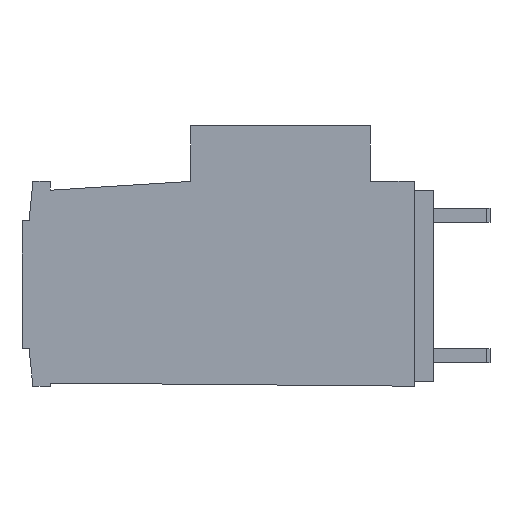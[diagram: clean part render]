
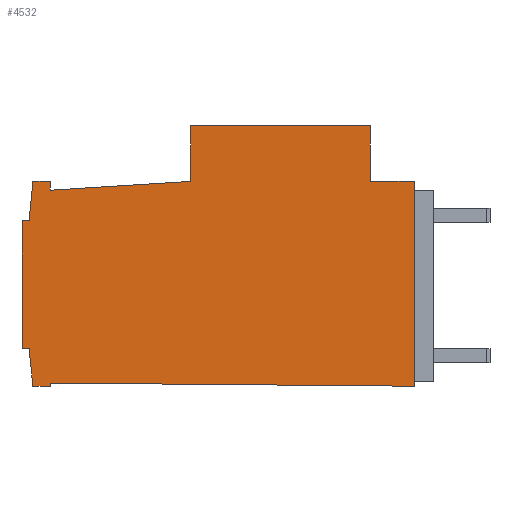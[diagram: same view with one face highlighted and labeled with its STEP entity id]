
A CAD part, left-side view. The second image highlights one B-rep face of the part: STEP entity #4532.
In plain terms, the highlighted planar face has unit normal (-1, 0, 0).
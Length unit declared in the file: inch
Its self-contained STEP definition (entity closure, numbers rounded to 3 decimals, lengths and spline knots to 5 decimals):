
#1=DIRECTION('',(0.,0.,-1.));
#2=VECTOR('',#1,0.582);
#3=CARTESIAN_POINT('',(-1.23,0.055,0.2935));
#4=LINE('',#3,#2);
#5=DIRECTION('',(0.,1.,0.009));
#6=VECTOR('',#5,1.03504);
#7=CARTESIAN_POINT('',(-1.23,0.055,-0.2885));
#8=LINE('',#7,#6);
#9=DIRECTION('',(0.,0.,-1.));
#10=VECTOR('',#9,0.009);
#11=CARTESIAN_POINT('',(-1.23,1.09,-0.2795));
#12=LINE('',#11,#10);
#13=DIRECTION('',(0.,1.,0.));
#14=VECTOR('',#13,0.049);
#15=CARTESIAN_POINT('',(-1.23,1.09,-0.2885));
#16=LINE('',#15,#14);
#17=DIRECTION('',(0.,0.102,0.995));
#18=VECTOR('',#17,0.10756);
#19=CARTESIAN_POINT('',(-1.23,1.139,-0.2885));
#20=LINE('',#19,#18);
#21=DIRECTION('',(0.,1.,0.));
#22=VECTOR('',#21,0.02);
#23=CARTESIAN_POINT('',(-1.23,1.15,-0.1815));
#24=LINE('',#23,#22);
#25=DIRECTION('',(0.,0.,1.));
#26=VECTOR('',#25,0.363);
#27=CARTESIAN_POINT('',(-1.23,1.17,-0.1815));
#28=LINE('',#27,#26);
#29=DIRECTION('',(0.,-1.,0.));
#30=VECTOR('',#29,0.02);
#31=CARTESIAN_POINT('',(-1.23,1.17,0.1815));
#32=LINE('',#31,#30);
#33=DIRECTION('',(0.,-0.098,0.995));
#34=VECTOR('',#33,0.11254);
#35=CARTESIAN_POINT('',(-1.23,1.15,0.1815));
#36=LINE('',#35,#34);
#37=DIRECTION('',(0.,-1.,0.));
#38=VECTOR('',#37,0.049);
#39=CARTESIAN_POINT('',(-1.23,1.139,0.2935));
#40=LINE('',#39,#38);
#41=DIRECTION('',(0.,0.,-1.));
#42=VECTOR('',#41,0.025);
#43=CARTESIAN_POINT('',(-1.23,1.09,0.2935));
#44=LINE('',#43,#42);
#45=DIRECTION('',(0.,-0.998,0.063));
#46=VECTOR('',#45,0.39978);
#47=CARTESIAN_POINT('',(-1.23,1.09,0.2685));
#48=LINE('',#47,#46);
#49=DIRECTION('',(0.,0.,1.));
#50=VECTOR('',#49,0.158);
#51=CARTESIAN_POINT('',(-1.23,0.691,0.2935));
#52=LINE('',#51,#50);
#53=DIRECTION('',(0.,-1.,0.));
#54=VECTOR('',#53,0.511);
#55=CARTESIAN_POINT('',(-1.23,0.691,0.4515));
#56=LINE('',#55,#54);
#57=DIRECTION('',(0.,0.,-1.));
#58=VECTOR('',#57,0.158);
#59=CARTESIAN_POINT('',(-1.23,0.18,0.4515));
#60=LINE('',#59,#58);
#61=DIRECTION('',(0.,-1.,0.));
#62=VECTOR('',#61,0.125);
#63=CARTESIAN_POINT('',(-1.23,0.18,0.2935));
#64=LINE('',#63,#62);
#3421=CARTESIAN_POINT('',(-1.23,0.055,0.2935));
#3422=CARTESIAN_POINT('',(-1.23,0.055,-0.2885));
#3423=VERTEX_POINT('',#3421);
#3424=VERTEX_POINT('',#3422);
#3425=CARTESIAN_POINT('',(-1.23,1.09,-0.2795));
#3426=VERTEX_POINT('',#3425);
#3427=CARTESIAN_POINT('',(-1.23,1.09,-0.2885));
#3428=VERTEX_POINT('',#3427);
#3429=CARTESIAN_POINT('',(-1.23,1.139,-0.2885));
#3430=VERTEX_POINT('',#3429);
#3431=CARTESIAN_POINT('',(-1.23,1.15,-0.1815));
#3432=VERTEX_POINT('',#3431);
#3433=CARTESIAN_POINT('',(-1.23,1.17,-0.1815));
#3434=VERTEX_POINT('',#3433);
#3435=CARTESIAN_POINT('',(-1.23,1.17,0.1815));
#3436=VERTEX_POINT('',#3435);
#3437=CARTESIAN_POINT('',(-1.23,1.15,0.1815));
#3438=VERTEX_POINT('',#3437);
#3439=CARTESIAN_POINT('',(-1.23,1.139,0.2935));
#3440=VERTEX_POINT('',#3439);
#3441=CARTESIAN_POINT('',(-1.23,1.09,0.2935));
#3442=VERTEX_POINT('',#3441);
#3443=CARTESIAN_POINT('',(-1.23,1.09,0.2685));
#3444=VERTEX_POINT('',#3443);
#3445=CARTESIAN_POINT('',(-1.23,0.691,0.2935));
#3446=VERTEX_POINT('',#3445);
#3447=CARTESIAN_POINT('',(-1.23,0.691,0.4515));
#3448=VERTEX_POINT('',#3447);
#3449=CARTESIAN_POINT('',(-1.23,0.18,0.4515));
#3450=VERTEX_POINT('',#3449);
#3451=CARTESIAN_POINT('',(-1.23,0.18,0.2935));
#3452=VERTEX_POINT('',#3451);
#4493=CARTESIAN_POINT('',(-1.23,0.,0.));
#4494=DIRECTION('',(1.,0.,0.));
#4495=DIRECTION('',(0.,0.,-1.));
#4496=AXIS2_PLACEMENT_3D('',#4493,#4494,#4495);
#4497=PLANE('',#4496);
#4499=ORIENTED_EDGE('',*,*,#4498,.T.);
#4501=ORIENTED_EDGE('',*,*,#4500,.T.);
#4503=ORIENTED_EDGE('',*,*,#4502,.T.);
#4505=ORIENTED_EDGE('',*,*,#4504,.T.);
#4507=ORIENTED_EDGE('',*,*,#4506,.T.);
#4509=ORIENTED_EDGE('',*,*,#4508,.T.);
#4511=ORIENTED_EDGE('',*,*,#4510,.T.);
#4513=ORIENTED_EDGE('',*,*,#4512,.T.);
#4515=ORIENTED_EDGE('',*,*,#4514,.T.);
#4517=ORIENTED_EDGE('',*,*,#4516,.T.);
#4519=ORIENTED_EDGE('',*,*,#4518,.T.);
#4521=ORIENTED_EDGE('',*,*,#4520,.T.);
#4523=ORIENTED_EDGE('',*,*,#4522,.T.);
#4525=ORIENTED_EDGE('',*,*,#4524,.T.);
#4527=ORIENTED_EDGE('',*,*,#4526,.T.);
#4529=ORIENTED_EDGE('',*,*,#4528,.T.);
#4530=EDGE_LOOP('',(#4499,#4501,#4503,#4505,#4507,#4509,#4511,#4513,#4515,#4517,
#4519,#4521,#4523,#4525,#4527,#4529));
#4531=FACE_OUTER_BOUND('',#4530,.F.);
#4532=ADVANCED_FACE('',(#4531),#4497,.F.);
#4498=EDGE_CURVE('',#3423,#3424,#4,.T.);
#4500=EDGE_CURVE('',#3424,#3426,#8,.T.);
#4502=EDGE_CURVE('',#3426,#3428,#12,.T.);
#4504=EDGE_CURVE('',#3428,#3430,#16,.T.);
#4506=EDGE_CURVE('',#3430,#3432,#20,.T.);
#4508=EDGE_CURVE('',#3432,#3434,#24,.T.);
#4510=EDGE_CURVE('',#3434,#3436,#28,.T.);
#4512=EDGE_CURVE('',#3436,#3438,#32,.T.);
#4514=EDGE_CURVE('',#3438,#3440,#36,.T.);
#4516=EDGE_CURVE('',#3440,#3442,#40,.T.);
#4518=EDGE_CURVE('',#3442,#3444,#44,.T.);
#4520=EDGE_CURVE('',#3444,#3446,#48,.T.);
#4522=EDGE_CURVE('',#3446,#3448,#52,.T.);
#4524=EDGE_CURVE('',#3448,#3450,#56,.T.);
#4526=EDGE_CURVE('',#3450,#3452,#60,.T.);
#4528=EDGE_CURVE('',#3452,#3423,#64,.T.);
